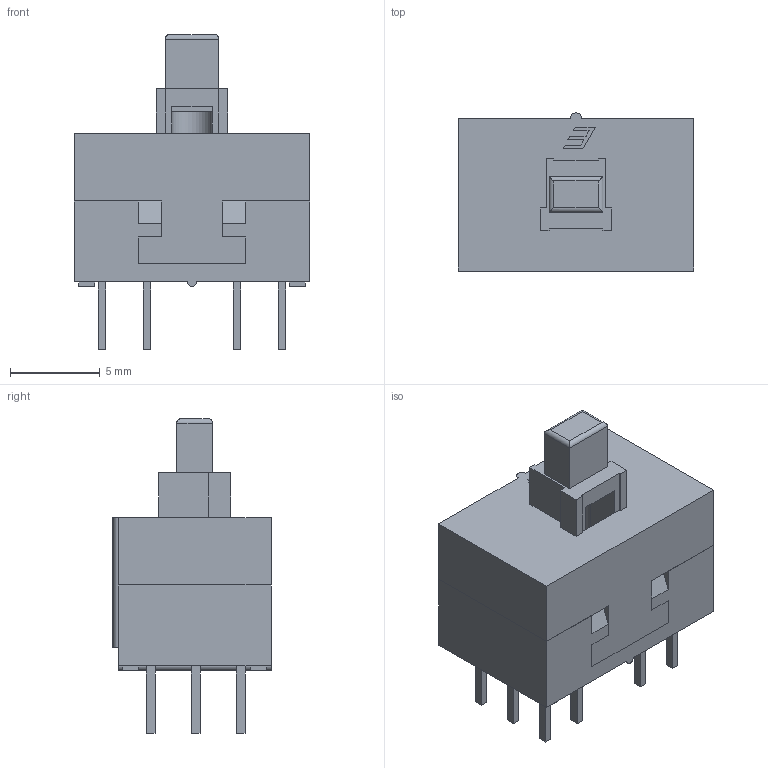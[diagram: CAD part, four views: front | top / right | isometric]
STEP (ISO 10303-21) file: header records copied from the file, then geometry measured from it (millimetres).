
FILE_DESCRIPTION(/* description */ (''),/* implementation_level */ '2;1');
FILE_NAME(/* name */ 'TL4201xxXA.stp',/* time_stamp */ '2021-02-22T22:06:52-06:00',/* author */ ('mwilliams'),/* organization */ (''),/* preprocessor_version */ 'ST-DEVELOPER v18',/* originating_system */ 'Autodesk Inventor 2020',/* authorisation */ '');
FILE_SCHEMA (('AUTOMOTIVE_DESIGN { 1 0 10303 214 3 1 1 }'));
Length unit declared in the file: inch
Products named in the file (1): P010881_Shrinkwrap_1
Bounding box: 13.1 x 8.8 x 17.5 mm (x, y, z)
Volume: 588.4 mm3; surface area: 1677 mm2
Topology: 3 solids, 3 shells, 330 faces, 864 edges, 570 vertices
Faces by surface type: plane 319, cylinder 11
Entity records: 9967 total; most frequent: CARTESIAN_POINT 1765, ORIENTED_EDGE 1728, DIRECTION 1544, EDGE_CURVE 864, LINE 846, VECTOR 846, VERTEX_POINT 570, EDGE_LOOP 362
